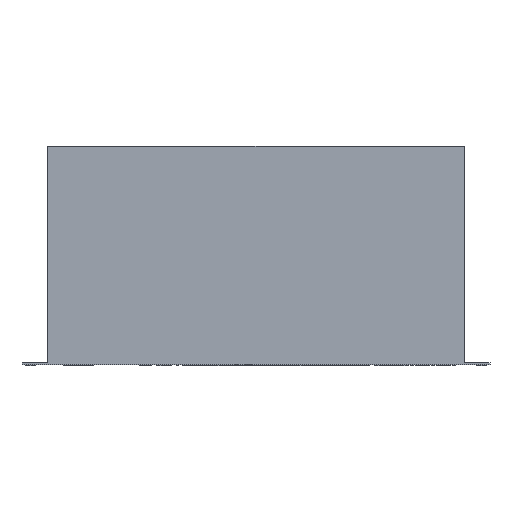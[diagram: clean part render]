
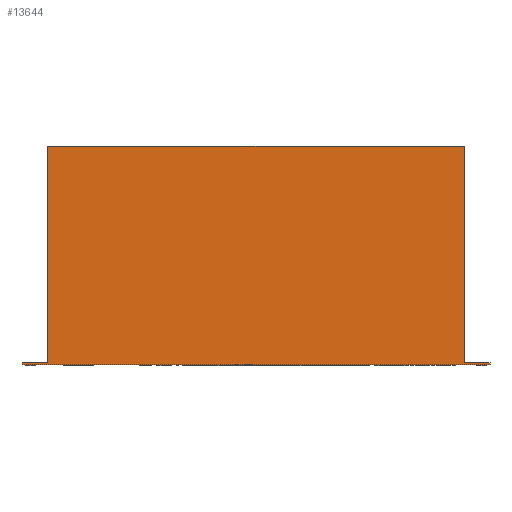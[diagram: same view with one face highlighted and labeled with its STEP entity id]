
A CAD part, front view. The second image highlights one B-rep face of the part: STEP entity #13644.
In plain terms, the highlighted planar face has unit normal (0, -1, 0).
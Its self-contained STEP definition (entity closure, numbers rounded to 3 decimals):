
#20 = LINE ( 'NONE', #5119, #1218 ) ;
#95 = ORIENTED_EDGE ( 'NONE', *, *, #9426, .T. ) ;
#381 = DIRECTION ( 'NONE',  ( 1., 0., 0. ) ) ;
#1218 = VECTOR ( 'NONE', #10217, 1000. ) ;
#1246 = VERTEX_POINT ( 'NONE', #12054 ) ;
#1805 = ORIENTED_EDGE ( 'NONE', *, *, #15697, .F. ) ;
#2103 = CARTESIAN_POINT ( 'NONE',  ( 0., 0., -0.1 ) ) ;
#2162 = VERTEX_POINT ( 'NONE', #15209 ) ;
#2346 = ORIENTED_EDGE ( 'NONE', *, *, #13002, .T. ) ;
#3519 = FACE_OUTER_BOUND ( 'NONE', #4657, .T. ) ;
#3527 = AXIS2_PLACEMENT_3D ( 'NONE', #2103, #6275, #13643 ) ;
#3747 = VECTOR ( 'NONE', #7743, 1000. ) ;
#4258 = VECTOR ( 'NONE', #13283, 1000. ) ;
#4291 = CARTESIAN_POINT ( 'NONE',  ( 0., 0., 225. ) ) ;
#4548 = VERTEX_POINT ( 'NONE', #9975 ) ;
#4657 = EDGE_LOOP ( 'NONE', ( #2346, #7406, #7997, #11705, #8313, #1805, #95, #9998 ) ) ;
#4749 = VERTEX_POINT ( 'NONE', #6698 ) ;
#5119 = CARTESIAN_POINT ( 'NONE',  ( 0., 0., 1.9 ) ) ;
#5181 = CARTESIAN_POINT ( 'NONE',  ( 456.3, 0., 1.9 ) ) ;
#6275 = DIRECTION ( 'NONE',  ( 0., -1., 0. ) ) ;
#6698 = CARTESIAN_POINT ( 'NONE',  ( -26.3, 0., 1.9 ) ) ;
#6728 = CARTESIAN_POINT ( 'NONE',  ( 0., 0., -0.1 ) ) ;
#6871 = EDGE_CURVE ( 'NONE', #15162, #2162, #15381, .T. ) ;
#7267 = CARTESIAN_POINT ( 'NONE',  ( 456.3, 0., -0.1 ) ) ;
#7406 = ORIENTED_EDGE ( 'NONE', *, *, #7834, .F. ) ;
#7743 = DIRECTION ( 'NONE',  ( 1., 0., 0. ) ) ;
#7834 = EDGE_CURVE ( 'NONE', #1246, #16471, #14048, .T. ) ;
#7997 = ORIENTED_EDGE ( 'NONE', *, *, #11366, .F. ) ;
#8313 = ORIENTED_EDGE ( 'NONE', *, *, #11065, .F. ) ;
#8438 = CARTESIAN_POINT ( 'NONE',  ( 0., 0., 225. ) ) ;
#9105 = DIRECTION ( 'NONE',  ( 0., 0., 1. ) ) ;
#9108 = VERTEX_POINT ( 'NONE', #11973 ) ;
#9426 = EDGE_CURVE ( 'NONE', #4548, #4749, #20, .T. ) ;
#9524 = EDGE_CURVE ( 'NONE', #4749, #9108, #12124, .T. ) ;
#9764 = DIRECTION ( 'NONE',  ( 0., 0., 1. ) ) ;
#9975 = CARTESIAN_POINT ( 'NONE',  ( 0., 0., 1.9 ) ) ;
#9998 = ORIENTED_EDGE ( 'NONE', *, *, #9524, .T. ) ;
#10217 = DIRECTION ( 'NONE',  ( -1., 0., 0. ) ) ;
#10326 = LINE ( 'NONE', #6728, #12324 ) ;
#10941 = LINE ( 'NONE', #8438, #4258 ) ;
#11065 = EDGE_CURVE ( 'NONE', #11909, #2162, #10941, .T. ) ;
#11088 = VECTOR ( 'NONE', #12711, 1000. ) ;
#11366 = EDGE_CURVE ( 'NONE', #15162, #1246, #15530, .T. ) ;
#11705 = ORIENTED_EDGE ( 'NONE', *, *, #6871, .T. ) ;
#11877 = DIRECTION ( 'NONE',  ( 0., 0., -1. ) ) ;
#11909 = VERTEX_POINT ( 'NONE', #4291 ) ;
#11973 = CARTESIAN_POINT ( 'NONE',  ( -26.3, 0., -0.1 ) ) ;
#12054 = CARTESIAN_POINT ( 'NONE',  ( 456.3, 0., 1.9 ) ) ;
#12117 = CARTESIAN_POINT ( 'NONE',  ( 430., 0., 1.9 ) ) ;
#12124 = LINE ( 'NONE', #14722, #14304 ) ;
#12187 = CARTESIAN_POINT ( 'NONE',  ( 0., 0., -0.1 ) ) ;
#12324 = VECTOR ( 'NONE', #381, 1000. ) ;
#12711 = DIRECTION ( 'NONE',  ( 0., 0., -1. ) ) ;
#12896 = VECTOR ( 'NONE', #9764, 1000. ) ;
#13002 = EDGE_CURVE ( 'NONE', #9108, #16471, #10326, .T. ) ;
#13283 = DIRECTION ( 'NONE',  ( 1., 0., 0. ) ) ;
#13643 = DIRECTION ( 'NONE',  ( 0., 0., -1. ) ) ;
#13644 = ADVANCED_FACE ( 'NONE', ( #3519 ), #15062, .T. ) ;
#14048 = LINE ( 'NONE', #5181, #11088 ) ;
#14210 = CARTESIAN_POINT ( 'NONE',  ( 430., 0., -0.1 ) ) ;
#14239 = VECTOR ( 'NONE', #9105, 1000. ) ;
#14304 = VECTOR ( 'NONE', #11877, 1000. ) ;
#14722 = CARTESIAN_POINT ( 'NONE',  ( -26.3, 0., 1.9 ) ) ;
#14784 = LINE ( 'NONE', #12187, #12896 ) ;
#15062 = PLANE ( 'NONE',  #3527 ) ;
#15162 = VERTEX_POINT ( 'NONE', #12117 ) ;
#15209 = CARTESIAN_POINT ( 'NONE',  ( 430., 0., 225. ) ) ;
#15381 = LINE ( 'NONE', #14210, #14239 ) ;
#15530 = LINE ( 'NONE', #16530, #3747 ) ;
#15697 = EDGE_CURVE ( 'NONE', #4548, #11909, #14784, .T. ) ;
#16471 = VERTEX_POINT ( 'NONE', #7267 ) ;
#16530 = CARTESIAN_POINT ( 'NONE',  ( 430., 0., 1.9 ) ) ;
